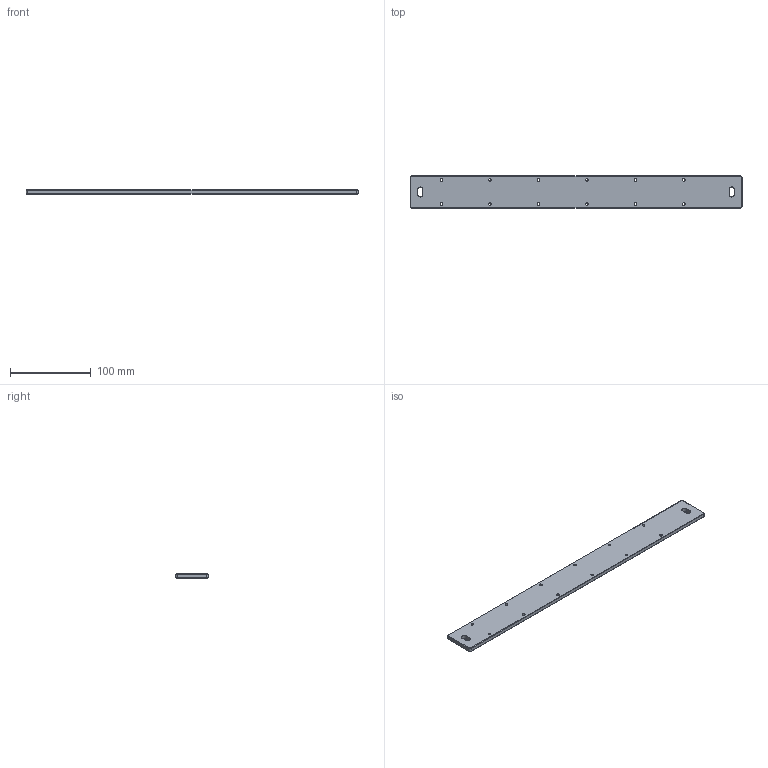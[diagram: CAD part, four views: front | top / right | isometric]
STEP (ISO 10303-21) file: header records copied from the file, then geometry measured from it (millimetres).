
FILE_DESCRIPTION (( 'STEP AP214' ), '1' );
FILE_NAME ('ST2364100-PLATE-5.STEP', '2018-05-16T15:43:16', ( '' ), ( '' ), 'SwSTEP 2.0', 'SolidWorks 2017', '' );
FILE_SCHEMA (( 'AUTOMOTIVE_DESIGN' ));
Length unit declared in the file: inch
Products named in the file (1): ST2364100-PLATE-5
Bounding box: 411 x 40 x 5 mm (x, y, z)
Volume: 80900.8 mm3; surface area: 37420.9 mm2
Topology: 1 solids, 1 shells, 62 faces, 148 edges, 88 vertices
Faces by surface type: cylinder 36, bspline 16, plane 10
Full cylindrical faces by diameter (mm): 3.242 x12
Entity records: 2216 total; most frequent: CARTESIAN_POINT 783, DIRECTION 286, ORIENTED_EDGE 272, EDGE_CURVE 136, AXIS2_PLACEMENT_3D 119, EDGE_LOOP 102, VERTEX_POINT 88, FACE_OUTER_BOUND 74
